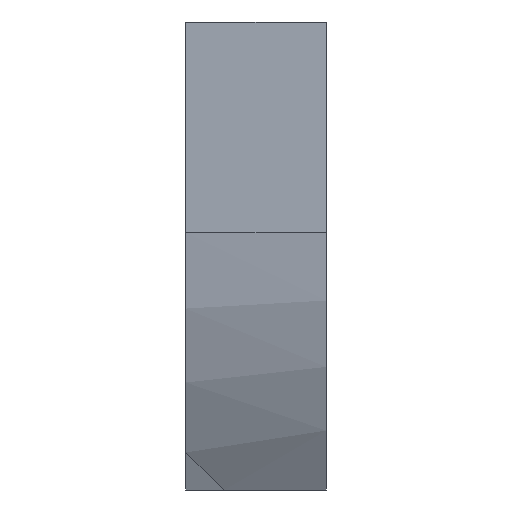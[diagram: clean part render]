
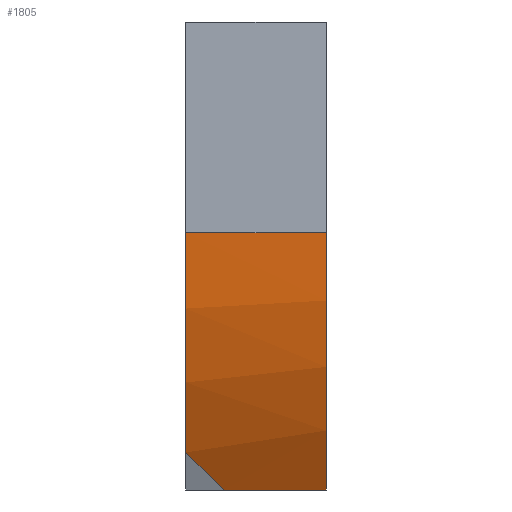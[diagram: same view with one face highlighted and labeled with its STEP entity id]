
A CAD part, left-side view. The second image highlights one B-rep face of the part: STEP entity #1805.
In plain terms, the highlighted cylindrical face has radius 20 mm (diameter 40 mm), a partial arc.
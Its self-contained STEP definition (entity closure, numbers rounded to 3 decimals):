
#5 = EDGE_LOOP ( 'NONE', ( #2942, #1747, #2473, #207, #2237 ) ) ;
#25 = AXIS2_PLACEMENT_3D ( 'NONE', #141, #1470, #1484 ) ;
#123 = EDGE_CURVE ( 'NONE', #2681, #1043, #847, .T. ) ;
#141 = CARTESIAN_POINT ( 'NONE',  ( 2.75, 6., 1. ) ) ;
#151 = CARTESIAN_POINT ( 'NONE',  ( 2.75, 0., 1. ) ) ;
#207 = ORIENTED_EDGE ( 'NONE', *, *, #123, .T. ) ;
#356 = CARTESIAN_POINT ( 'NONE',  ( -17.25, 0., 1. ) ) ;
#627 = DIRECTION ( 'NONE',  ( 0., 1., 0. ) ) ;
#640 = VECTOR ( 'NONE', #1337, 1000. ) ;
#727 = VECTOR ( 'NONE', #2290, 1000. ) ;
#781 = EDGE_CURVE ( 'NONE', #1983, #1043, #1611, .T. ) ;
#808 = DIRECTION ( 'NONE',  ( 0., 0., -1. ) ) ;
#847 = CIRCLE ( 'NONE', #1092, 20. ) ;
#927 = CARTESIAN_POINT ( 'NONE',  ( -14.905, 6., -8.397 ) ) ;
#999 = VERTEX_POINT ( 'NONE', #1238 ) ;
#1043 = VERTEX_POINT ( 'NONE', #356 ) ;
#1092 = AXIS2_PLACEMENT_3D ( 'NONE', #151, #627, #1789 ) ;
#1238 = CARTESIAN_POINT ( 'NONE',  ( -13.953, 4.352, -10. ) ) ;
#1241 = DIRECTION ( 'NONE',  ( 0., 1., 0. ) ) ;
#1248 = CYLINDRICAL_SURFACE ( 'NONE', #25, 20. ) ;
#1337 = DIRECTION ( 'NONE',  ( 0., -1., 0. ) ) ;
#1470 = DIRECTION ( 'NONE',  ( 0., -1., 0. ) ) ;
#1484 = DIRECTION ( 'NONE',  ( 0., 0., -1. ) ) ;
#1530 = EDGE_CURVE ( 'NONE', #999, #2681, #2759, .T. ) ;
#1557 = CARTESIAN_POINT ( 'NONE',  ( -13.953, 0., -10. ) ) ;
#1591 =( BOUNDED_CURVE ( )  B_SPLINE_CURVE ( 3, ( #2785, #2737, #1836, #2314 ),
 .UNSPECIFIED., .F., .F. ) 
 B_SPLINE_CURVE_WITH_KNOTS ( ( 4, 4 ),
 ( 3.631, 3.724 ),
 .UNSPECIFIED. ) 
 CURVE ( )  GEOMETRIC_REPRESENTATION_ITEM ( )  RATIONAL_B_SPLINE_CURVE ( ( 1., 0.999, 0.999, 1. ) ) 
 REPRESENTATION_ITEM ( '' )  );
#1611 = LINE ( 'NONE', #2763, #727 ) ;
#1747 = ORIENTED_EDGE ( 'NONE', *, *, #2898, .T. ) ;
#1789 = DIRECTION ( 'NONE',  ( 0., 0., -1. ) ) ;
#1805 = ADVANCED_FACE ( 'NONE', ( #2204 ), #1248, .T. ) ;
#1836 = CARTESIAN_POINT ( 'NONE',  ( -14.295, 4.944, -9.481 ) ) ;
#1899 = CARTESIAN_POINT ( 'NONE',  ( 2.75, 6., 1. ) ) ;
#1901 = AXIS2_PLACEMENT_3D ( 'NONE', #1899, #1241, #808 ) ;
#1969 = VERTEX_POINT ( 'NONE', #927 ) ;
#1983 = VERTEX_POINT ( 'NONE', #2979 ) ;
#2130 = EDGE_CURVE ( 'NONE', #1969, #1983, #2426, .T. ) ;
#2204 = FACE_OUTER_BOUND ( 'NONE', #5, .T. ) ;
#2237 = ORIENTED_EDGE ( 'NONE', *, *, #781, .F. ) ;
#2248 = CARTESIAN_POINT ( 'NONE',  ( -13.953, 6., -10. ) ) ;
#2290 = DIRECTION ( 'NONE',  ( 0., -1., 0. ) ) ;
#2314 = CARTESIAN_POINT ( 'NONE',  ( -13.953, 4.352, -10. ) ) ;
#2426 = CIRCLE ( 'NONE', #1901, 20. ) ;
#2473 = ORIENTED_EDGE ( 'NONE', *, *, #1530, .T. ) ;
#2681 = VERTEX_POINT ( 'NONE', #1557 ) ;
#2737 = CARTESIAN_POINT ( 'NONE',  ( -14.613, 5.494, -8.946 ) ) ;
#2759 = LINE ( 'NONE', #2248, #640 ) ;
#2763 = CARTESIAN_POINT ( 'NONE',  ( -17.25, 6., 1. ) ) ;
#2785 = CARTESIAN_POINT ( 'NONE',  ( -14.905, 6., -8.397 ) ) ;
#2898 = EDGE_CURVE ( 'NONE', #1969, #999, #1591, .T. ) ;
#2942 = ORIENTED_EDGE ( 'NONE', *, *, #2130, .F. ) ;
#2979 = CARTESIAN_POINT ( 'NONE',  ( -17.25, 6., 1. ) ) ;
